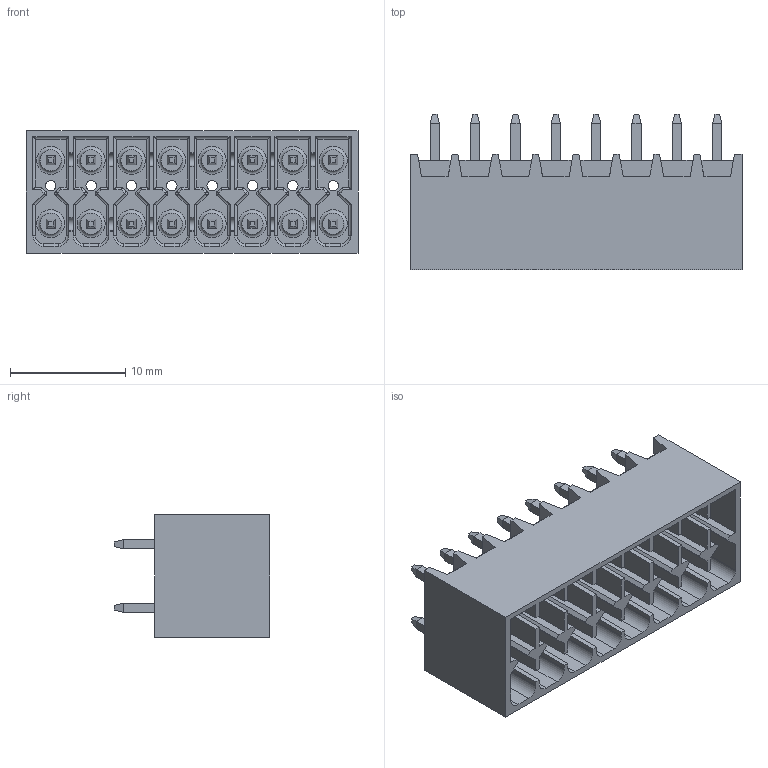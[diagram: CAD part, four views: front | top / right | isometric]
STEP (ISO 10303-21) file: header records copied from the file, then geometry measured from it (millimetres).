
FILE_DESCRIPTION(/* description */ ('Unknown'),/* implementation_level */ '2;1');
FILE_NAME(/* name */ '691378100016',/* time_stamp */ '2024-07-15T09:57:35+02:00',/* author */ ('Unknown'),/* organization */ ('Unknown'),/* preprocessor_version */ 'ST-DEVELOPER v19.4',/* originating_system */ 'Solid Edge',/* authorisation */ 'Unknown');
FILE_SCHEMA (('AUTOMOTIVE_DESIGN {1 0 10303 214 3 1 1}'));
Length unit declared in the file: millimetre
Products named in the file (3): 6913781000xx; 691378100016; 6913781000xx_Pin
Assembly tree (17 placements, depth 2):
  6913781000xx
    691378100016
    6913781000xx_Pin  x16
Bounding box: 28.8 x 13.5 x 10.6 mm (x, y, z)
Volume: 1251.1 mm3; surface area: 3871 mm2
Topology: 17 solids, 17 shells, 823 faces, 1996 edges, 1224 vertices
Faces by surface type: plane 609, cylinder 166, torus 48
Full cylindrical faces by diameter (mm): 0.9 x8, 1.83 x16
Entity records: 18214 total; most frequent: CARTESIAN_POINT 3167, DIRECTION 3066, ORIENTED_EDGE 3040, EDGE_CURVE 1520, LINE 1204, VECTOR 1204, VERTEX_POINT 968, AXIS2_PLACEMENT_3D 931
